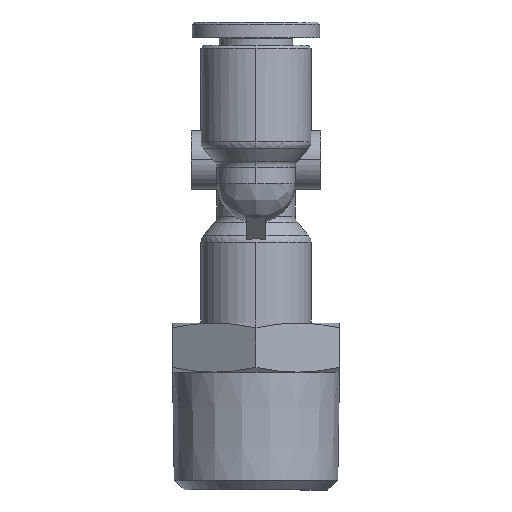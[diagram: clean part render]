
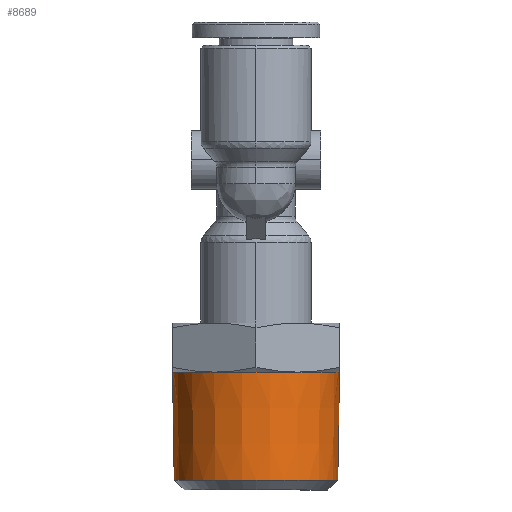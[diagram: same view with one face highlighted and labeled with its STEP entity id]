
A CAD part, left-side view. The second image highlights one B-rep face of the part: STEP entity #8689.
In plain terms, the highlighted conical face has half-angle 0.895 degrees and reference radius 8.5 mm.
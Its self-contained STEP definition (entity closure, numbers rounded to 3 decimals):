
#857 = EDGE_LOOP ( 'NONE', ( #18703, #5018, #12141, #18671, #19112, #1859 ) ) ;
#889 = CARTESIAN_POINT ( 'NONE',  ( 23.982, 0., 5.484 ) ) ;
#1320 = DIRECTION ( 'NONE',  ( 0., -1., 0. ) ) ;
#1457 = DIRECTION ( 'NONE',  ( 1., 0., 0. ) ) ;
#1859 = ORIENTED_EDGE ( 'NONE', *, *, #3310, .T. ) ;
#2911 = AXIS2_PLACEMENT_3D ( 'NONE', #9255, #10721, #4455 ) ;
#2988 = CARTESIAN_POINT ( 'NONE',  ( 12.982, -8.5, 5.484 ) ) ;
#3211 = DIRECTION ( 'NONE',  ( 0., -1., 0. ) ) ;
#3310 = EDGE_CURVE ( 'NONE', #18632, #18975, #14789, .T. ) ;
#3889 = CARTESIAN_POINT ( 'NONE',  ( 12.982, 0., 5.484 ) ) ;
#4077 = CIRCLE ( 'NONE', #15075, 8.5 ) ;
#4455 = DIRECTION ( 'NONE',  ( 0., -1., 0. ) ) ;
#5018 = ORIENTED_EDGE ( 'NONE', *, *, #15140, .T. ) ;
#5076 = LINE ( 'NONE', #2988, #6091 ) ;
#5403 = DIRECTION ( 'NONE',  ( 0., -1., 0. ) ) ;
#5981 = CARTESIAN_POINT ( 'NONE',  ( 12.982, 0., 5.484 ) ) ;
#6091 = VECTOR ( 'NONE', #17292, 1000. ) ;
#6514 = EDGE_CURVE ( 'NONE', #6765, #11102, #5076, .T. ) ;
#6765 = VERTEX_POINT ( 'NONE', #6952 ) ;
#6952 = CARTESIAN_POINT ( 'NONE',  ( 23.982, -8.328, 5.484 ) ) ;
#7164 = DIRECTION ( 'NONE',  ( -1., 0., 0. ) ) ;
#7223 = AXIS2_PLACEMENT_3D ( 'NONE', #889, #7164, #11968 ) ;
#7571 = CIRCLE ( 'NONE', #2911, 8.5 ) ;
#8461 = LINE ( 'NONE', #15521, #10993 ) ;
#8594 = AXIS2_PLACEMENT_3D ( 'NONE', #3889, #19794, #5403 ) ;
#8689 = ADVANCED_FACE ( 'NONE', ( #14504 ), #13511, .T. ) ;
#8930 = EDGE_CURVE ( 'NONE', #16849, #18975, #8461, .T. ) ;
#9255 = CARTESIAN_POINT ( 'NONE',  ( 12.982, 0., 5.484 ) ) ;
#9397 = CARTESIAN_POINT ( 'NONE',  ( 12.982, 0., 5.484 ) ) ;
#10172 = CARTESIAN_POINT ( 'NONE',  ( 12.982, -4.25, -1.877 ) ) ;
#10601 = DIRECTION ( 'NONE',  ( -1., 0.016, 0. ) ) ;
#10721 = DIRECTION ( 'NONE',  ( 1., 0., 0. ) ) ;
#10993 = VECTOR ( 'NONE', #10601, 1000. ) ;
#11017 = EDGE_CURVE ( 'NONE', #11102, #16278, #7571, .T. ) ;
#11102 = VERTEX_POINT ( 'NONE', #19133 ) ;
#11138 = EDGE_CURVE ( 'NONE', #16278, #18632, #4077, .T. ) ;
#11149 = DIRECTION ( 'NONE',  ( 1., 0., 0. ) ) ;
#11968 = DIRECTION ( 'NONE',  ( 0., -1., 0. ) ) ;
#12141 = ORIENTED_EDGE ( 'NONE', *, *, #6514, .T. ) ;
#13367 = CIRCLE ( 'NONE', #7223, 8.328 ) ;
#13511 = CONICAL_SURFACE ( 'NONE', #8594, 8.5, 0.016 ) ;
#14504 = FACE_OUTER_BOUND ( 'NONE', #857, .T. ) ;
#14789 = CIRCLE ( 'NONE', #19617, 8.5 ) ;
#15075 = AXIS2_PLACEMENT_3D ( 'NONE', #9397, #11149, #3211 ) ;
#15140 = EDGE_CURVE ( 'NONE', #16849, #6765, #13367, .T. ) ;
#15521 = CARTESIAN_POINT ( 'NONE',  ( 12.982, 8.5, 5.484 ) ) ;
#16278 = VERTEX_POINT ( 'NONE', #10172 ) ;
#16762 = CARTESIAN_POINT ( 'NONE',  ( 12.982, 8.5, 5.484 ) ) ;
#16849 = VERTEX_POINT ( 'NONE', #18728 ) ;
#17292 = DIRECTION ( 'NONE',  ( -1., -0.016, 0. ) ) ;
#17488 = CARTESIAN_POINT ( 'NONE',  ( 12.982, 4.25, -1.877 ) ) ;
#18632 = VERTEX_POINT ( 'NONE', #17488 ) ;
#18671 = ORIENTED_EDGE ( 'NONE', *, *, #11017, .T. ) ;
#18703 = ORIENTED_EDGE ( 'NONE', *, *, #8930, .F. ) ;
#18728 = CARTESIAN_POINT ( 'NONE',  ( 23.982, 8.328, 5.484 ) ) ;
#18975 = VERTEX_POINT ( 'NONE', #16762 ) ;
#19112 = ORIENTED_EDGE ( 'NONE', *, *, #11138, .T. ) ;
#19133 = CARTESIAN_POINT ( 'NONE',  ( 12.982, -8.5, 5.484 ) ) ;
#19617 = AXIS2_PLACEMENT_3D ( 'NONE', #5981, #1457, #1320 ) ;
#19794 = DIRECTION ( 'NONE',  ( -1., 0., 0. ) ) ;
